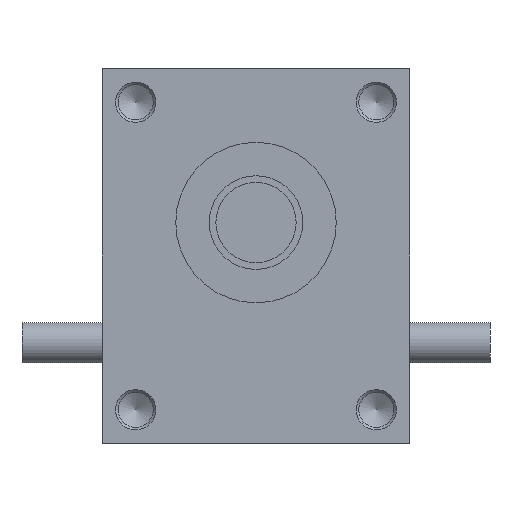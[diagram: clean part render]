
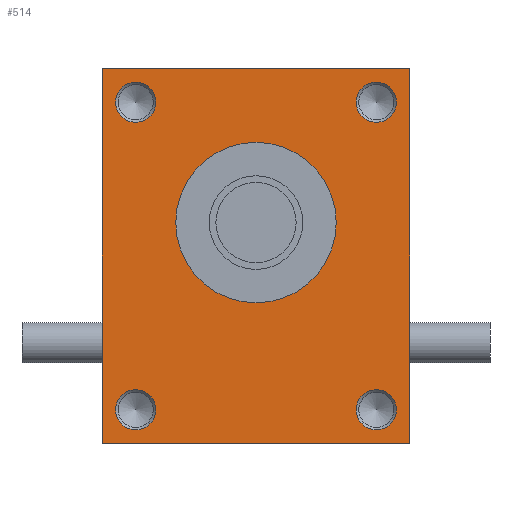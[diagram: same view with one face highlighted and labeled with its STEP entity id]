
A CAD part, front view. The second image highlights one B-rep face of the part: STEP entity #514.
In plain terms, the highlighted planar face has unit normal (0, -1, 0).
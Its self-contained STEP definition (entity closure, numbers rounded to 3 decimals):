
#514 = ADVANCED_FACE( '', ( #1130, #1131, #1132, #1133, #1134, #1135 ), #1136, .F. );
#1130 = FACE_BOUND( '', #1893, .T. );
#1131 = FACE_BOUND( '', #1894, .T. );
#1132 = FACE_BOUND( '', #1895, .T. );
#1133 = FACE_BOUND( '', #1896, .T. );
#1134 = FACE_BOUND( '', #1897, .T. );
#1135 = FACE_OUTER_BOUND( '', #1898, .T. );
#1136 = PLANE( '', #1899 );
#1893 = EDGE_LOOP( '', ( #3138 ) );
#1894 = EDGE_LOOP( '', ( #3139 ) );
#1895 = EDGE_LOOP( '', ( #3140 ) );
#1896 = EDGE_LOOP( '', ( #3141 ) );
#1897 = EDGE_LOOP( '', ( #3142 ) );
#1898 = EDGE_LOOP( '', ( #3143, #3144, #3145, #3146 ) );
#1899 = AXIS2_PLACEMENT_3D( '', #3147, #3148, #3149 );
#3138 = ORIENTED_EDGE( '', *, *, #4398, .F. );
#3139 = ORIENTED_EDGE( '', *, *, #4399, .F. );
#3140 = ORIENTED_EDGE( '', *, *, #4400, .F. );
#3141 = ORIENTED_EDGE( '', *, *, #4401, .F. );
#3142 = ORIENTED_EDGE( '', *, *, #4402, .T. );
#3143 = ORIENTED_EDGE( '', *, *, #4271, .T. );
#3144 = ORIENTED_EDGE( '', *, *, #4334, .F. );
#3145 = ORIENTED_EDGE( '', *, *, #4088, .F. );
#3146 = ORIENTED_EDGE( '', *, *, #4403, .T. );
#3147 = CARTESIAN_POINT( '', ( -115., -88., 140. ) );
#3148 = DIRECTION( '', ( 0., 1., 0. ) );
#3149 = DIRECTION( '', ( 0., 0., 1. ) );
#4088 = EDGE_CURVE( '', #4809, #4811, #4812, .T. );
#4271 = EDGE_CURVE( '', #5114, #5116, #5118, .T. );
#4334 = EDGE_CURVE( '', #4811, #5116, #5207, .T. );
#4398 = EDGE_CURVE( '', #5292, #5292, #5293, .T. );
#4399 = EDGE_CURVE( '', #5294, #5294, #5295, .T. );
#4400 = EDGE_CURVE( '', #5296, #5296, #5297, .T. );
#4401 = EDGE_CURVE( '', #5298, #5298, #5299, .T. );
#4402 = EDGE_CURVE( '', #5300, #5300, #5301, .T. );
#4403 = EDGE_CURVE( '', #4809, #5114, #5302, .T. );
#4809 = VERTEX_POINT( '', #5779 );
#4811 = VERTEX_POINT( '', #5782 );
#4812 = LINE( '', #5783, #5784 );
#5114 = VERTEX_POINT( '', #6252 );
#5116 = VERTEX_POINT( '', #6255 );
#5118 = LINE( '', #6258, #6259 );
#5207 = LINE( '', #6373, #6374 );
#5292 = VERTEX_POINT( '', #6483 );
#5293 = CIRCLE( '', #6484, 15. );
#5294 = VERTEX_POINT( '', #6485 );
#5295 = CIRCLE( '', #6486, 15. );
#5296 = VERTEX_POINT( '', #6487 );
#5297 = CIRCLE( '', #6488, 15. );
#5298 = VERTEX_POINT( '', #6489 );
#5299 = CIRCLE( '', #6490, 15. );
#5300 = VERTEX_POINT( '', #6491 );
#5301 = CIRCLE( '', #6492, 60. );
#5302 = LINE( '', #6493, #6494 );
#5779 = CARTESIAN_POINT( '', ( -115., -88., 140. ) );
#5782 = CARTESIAN_POINT( '', ( 115., -88., 140. ) );
#5783 = CARTESIAN_POINT( '', ( -115., -88., 140. ) );
#5784 = VECTOR( '', #6941, 1000. );
#6252 = CARTESIAN_POINT( '', ( -115., -88., -140. ) );
#6255 = CARTESIAN_POINT( '', ( 115., -88., -140. ) );
#6258 = CARTESIAN_POINT( '', ( -115., -88., -140. ) );
#6259 = VECTOR( '', #7186, 1000. );
#6373 = CARTESIAN_POINT( '', ( 115., -88., 140. ) );
#6374 = VECTOR( '', #7257, 1000. );
#6483 = CARTESIAN_POINT( '', ( -90., -88., -130. ) );
#6484 = AXIS2_PLACEMENT_3D( '', #7330, #7331, #7332 );
#6485 = CARTESIAN_POINT( '', ( -90., -88., 100. ) );
#6486 = AXIS2_PLACEMENT_3D( '', #7333, #7334, #7335 );
#6487 = CARTESIAN_POINT( '', ( 90., -88., 100. ) );
#6488 = AXIS2_PLACEMENT_3D( '', #7336, #7337, #7338 );
#6489 = CARTESIAN_POINT( '', ( 90., -88., -130. ) );
#6490 = AXIS2_PLACEMENT_3D( '', #7339, #7340, #7341 );
#6491 = CARTESIAN_POINT( '', ( 60., -88., 25. ) );
#6492 = AXIS2_PLACEMENT_3D( '', #7342, #7343, #7344 );
#6493 = CARTESIAN_POINT( '', ( -115., -88., 140. ) );
#6494 = VECTOR( '', #7345, 1000. );
#6941 = DIRECTION( '', ( 1., 0., 0. ) );
#7186 = DIRECTION( '', ( 1., 0., 0. ) );
#7257 = DIRECTION( '', ( 0., 0., -1. ) );
#7330 = CARTESIAN_POINT( '', ( -90., -88., -115. ) );
#7331 = DIRECTION( '', ( 0., -1., 0. ) );
#7332 = DIRECTION( '', ( 0., 0., -1. ) );
#7333 = CARTESIAN_POINT( '', ( -90., -88., 115. ) );
#7334 = DIRECTION( '', ( 0., -1., 0. ) );
#7335 = DIRECTION( '', ( 0., 0., -1. ) );
#7336 = CARTESIAN_POINT( '', ( 90., -88., 115. ) );
#7337 = DIRECTION( '', ( 0., -1., 0. ) );
#7338 = DIRECTION( '', ( 0., 0., -1. ) );
#7339 = CARTESIAN_POINT( '', ( 90., -88., -115. ) );
#7340 = DIRECTION( '', ( 0., -1., 0. ) );
#7341 = DIRECTION( '', ( 0., 0., -1. ) );
#7342 = CARTESIAN_POINT( '', ( 0., -88., 25. ) );
#7343 = DIRECTION( '', ( 0., 1., 0. ) );
#7344 = DIRECTION( '', ( 1., 0., 0. ) );
#7345 = DIRECTION( '', ( 0., 0., -1. ) );
